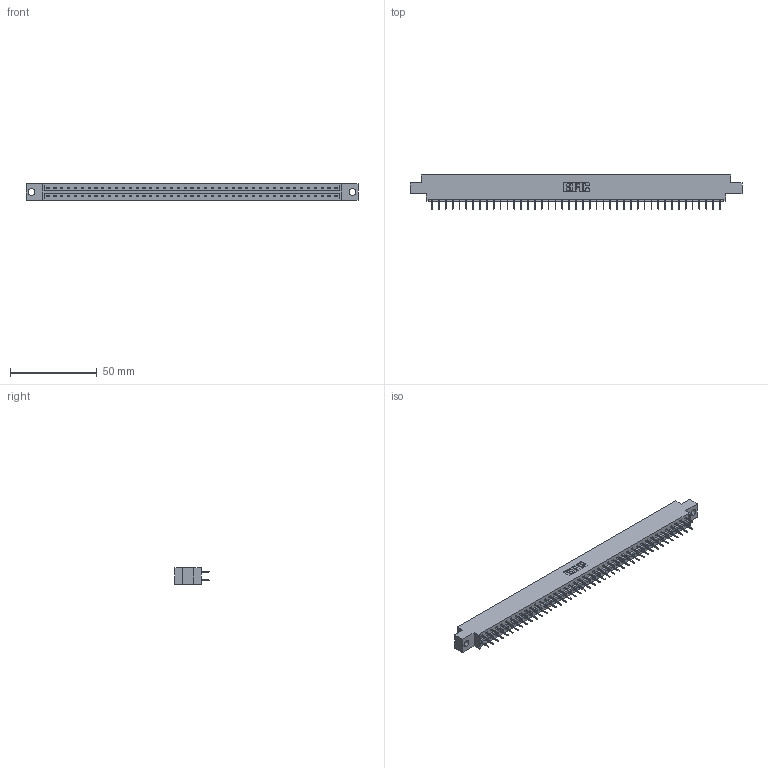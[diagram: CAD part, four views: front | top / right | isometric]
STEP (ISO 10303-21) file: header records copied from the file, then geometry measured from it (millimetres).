
FILE_DESCRIPTION (( 'STEP AP203' ), '1' );
FILE_NAME ('833-086-524-804.STEP', '2020-06-06T03:13:53', ( '' ), ( '' ), 'SwSTEP 2.0', 'SolidWorks 2020', '' );
FILE_SCHEMA (( 'CONFIG_CONTROL_DESIGN' ));
Length unit declared in the file: inch
Products named in the file (3): 833 Part_Offset - .156 Dia - TH; 345-292-001_345-293-124; 833-086-524-804
Assembly tree (87 placements, depth 2):
  833-086-524-804
    833 Part_Offset - .156 Dia - TH
    345-292-001_345-293-124  x86
Bounding box: 191.92 x 19.69 x 9.4 mm (x, y, z)
Volume: 19157.7 mm3; surface area: 22289.6 mm2
Topology: 87 solids, 87 shells, 4934 faces, 13997 edges, 8986 vertices
Faces by surface type: plane 3686, cylinder 1248
Entity records: 27743 total; most frequent: CARTESIAN_POINT 4598, ORIENTED_EDGE 4534, DIRECTION 3927, EDGE_CURVE 2267, LINE 2143, VECTOR 2143, VERTEX_POINT 1506, AXIS2_PLACEMENT_3D 892
